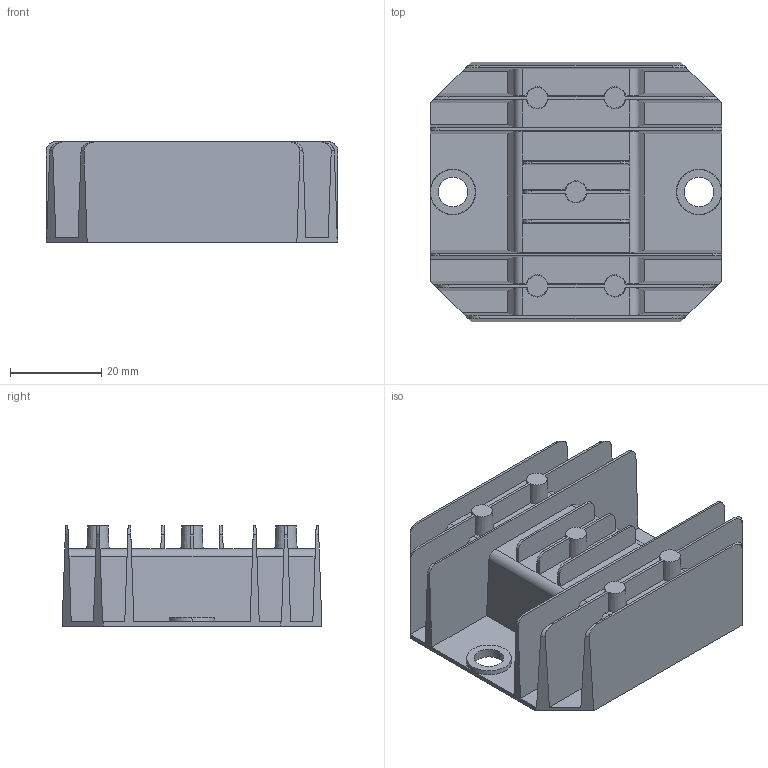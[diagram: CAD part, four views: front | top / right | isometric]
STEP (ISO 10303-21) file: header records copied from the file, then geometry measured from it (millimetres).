
FILE_DESCRIPTION(('CATIA V5 STEP Exchange'),'2;1');
FILE_NAME('RC2412.stp','2020-12-16T18:38:22+00:00',('none'),('none'),'CATIA Version 5-6 Release 2017','CATIA V5 STEP AP203','none');
FILE_SCHEMA(('CONFIG_CONTROL_DESIGN'));
Length unit declared in the file: millimetre
Products named in the file (1): RC2412
Bounding box: 64 x 57 x 22 mm (x, y, z)
Volume: 35052.1 mm3; surface area: 19377.1 mm2
Topology: 1 solids, 1 shells, 126 faces, 368 edges, 244 vertices
Faces by surface type: plane 80, cylinder 32, cone 14
Entity records: 4186 total; most frequent: CARTESIAN_POINT 1278, ORIENTED_EDGE 736, DIRECTION 377, EDGE_CURVE 368, VERTEX_POINT 244, VECTOR 194, LINE 194, B_SPLINE_CURVE_WITH_KNOTS 149
